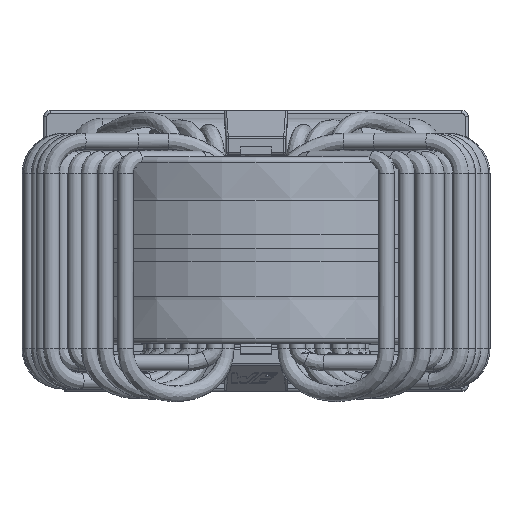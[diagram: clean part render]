
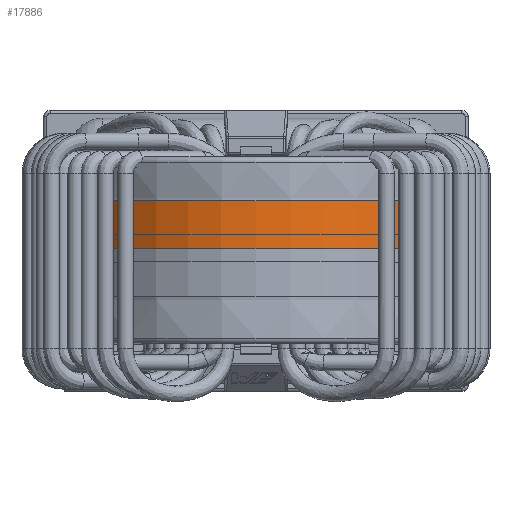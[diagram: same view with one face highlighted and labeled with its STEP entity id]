
A CAD part, top view. The second image highlights one B-rep face of the part: STEP entity #17886.
In plain terms, the highlighted conical face has half-angle 0.253 degrees and reference radius 18.79 mm.
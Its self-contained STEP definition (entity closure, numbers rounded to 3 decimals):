
#1033=CIRCLE('',#23990,18.79);
#1035=CIRCLE('',#23994,18.77);
#1779=CONICAL_SURFACE('',#23993,18.79,0.004);
#2830=ORIENTED_EDGE('',*,*,#7214,.T.);
#2831=ORIENTED_EDGE('',*,*,#7212,.F.);
#7212=EDGE_CURVE('',#9502,#9502,#1033,.T.);
#7214=EDGE_CURVE('',#9504,#9504,#1035,.T.);
#9502=VERTEX_POINT('',#31734);
#9504=VERTEX_POINT('',#31740);
#13905=EDGE_LOOP('',(#2830));
#13906=EDGE_LOOP('',(#2831));
#15654=FACE_BOUND('',#13905,.T.);
#15655=FACE_BOUND('',#13906,.T.);
#17886=ADVANCED_FACE('',(#15654,#15655),#1779,.T.);
#23990=AXIS2_PLACEMENT_3D('',#31733,#26565,#26566);
#23993=AXIS2_PLACEMENT_3D('',#31738,#26571,#26572);
#23994=AXIS2_PLACEMENT_3D('',#31739,#26573,#26574);
#26565=DIRECTION('',(0.,-1.,0.));
#26566=DIRECTION('',(0.,0.,-1.));
#26571=DIRECTION('',(0.,-1.,0.));
#26572=DIRECTION('',(0.,0.,-1.));
#26573=DIRECTION('',(0.,-1.,0.));
#26574=DIRECTION('',(0.,0.,-1.));
#31733=CARTESIAN_POINT('',(0.,0.,0.));
#31734=CARTESIAN_POINT('',(0.,0.,-18.79));
#31738=CARTESIAN_POINT('',(0.,0.,0.));
#31739=CARTESIAN_POINT('',(0.,4.5,0.));
#31740=CARTESIAN_POINT('',(0.,4.5,-18.77));
